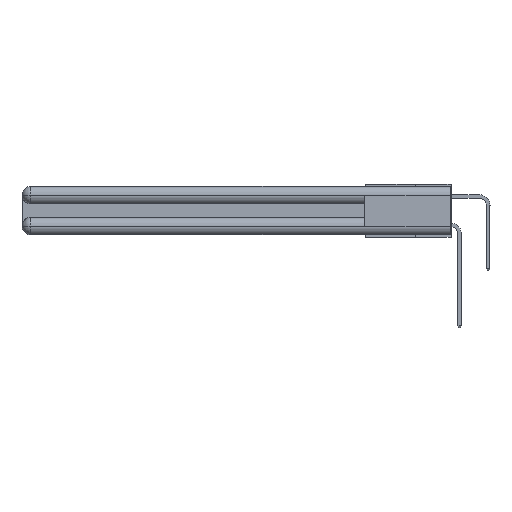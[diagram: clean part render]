
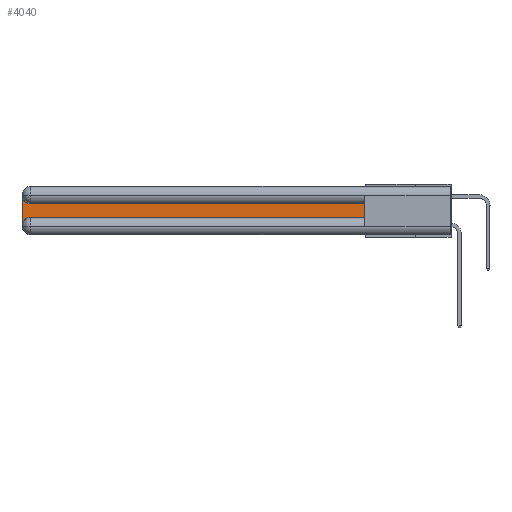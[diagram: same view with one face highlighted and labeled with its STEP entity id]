
A CAD part, left-side view. The second image highlights one B-rep face of the part: STEP entity #4040.
In plain terms, the highlighted planar face has unit normal (-1, 0, 0).
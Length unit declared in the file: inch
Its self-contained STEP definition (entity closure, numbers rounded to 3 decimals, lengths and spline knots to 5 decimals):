
#34 = DIRECTION ( 'NONE',  ( 0., 0., -1. ) ) ;
#161 = LINE ( 'NONE', #14025, #32781 ) ;
#324 = DIRECTION ( 'NONE',  ( 1., 0., 0. ) ) ;
#2829 = CARTESIAN_POINT ( 'NONE',  ( 0.075, 3., -0.0625 ) ) ;
#3127 = EDGE_CURVE ( 'NONE', #17449, #16578, #24213, .T. ) ;
#4040 = ADVANCED_FACE ( 'NONE', ( #9783 ), #18615, .F. ) ;
#4551 = ORIENTED_EDGE ( 'NONE', *, *, #12397, .T. ) ;
#5552 = AXIS2_PLACEMENT_3D ( 'NONE', #24374, #21662, #34 ) ;
#6087 = CARTESIAN_POINT ( 'NONE',  ( 0.075, 0.6, -0.1225 ) ) ;
#6727 = ORIENTED_EDGE ( 'NONE', *, *, #3127, .T. ) ;
#7590 = ORIENTED_EDGE ( 'NONE', *, *, #21860, .T. ) ;
#7962 = DIRECTION ( 'NONE',  ( 1., 0., 0. ) ) ;
#9400 = DIRECTION ( 'NONE',  ( 0., -1., 0. ) ) ;
#9783 = FACE_OUTER_BOUND ( 'NONE', #16348, .T. ) ;
#10347 = VERTEX_POINT ( 'NONE', #2829 ) ;
#11205 = AXIS2_PLACEMENT_3D ( 'NONE', #13163, #7962, #15903 ) ;
#11384 = VERTEX_POINT ( 'NONE', #12513 ) ;
#11426 = CARTESIAN_POINT ( 'NONE',  ( 0.075, 2.94, -0.0625 ) ) ;
#12030 = CIRCLE ( 'NONE', #24272, 0.06 ) ;
#12397 = EDGE_CURVE ( 'NONE', #16578, #18111, #30402, .T. ) ;
#12513 = CARTESIAN_POINT ( 'NONE',  ( 0.075, 3., -0.2775 ) ) ;
#12971 = ORIENTED_EDGE ( 'NONE', *, *, #24491, .T. ) ;
#13087 = CIRCLE ( 'NONE', #5552, 0.06 ) ;
#13163 = CARTESIAN_POINT ( 'NONE',  ( 0.075, 3., -0.1225 ) ) ;
#13742 = ORIENTED_EDGE ( 'NONE', *, *, #27683, .T. ) ;
#14025 = CARTESIAN_POINT ( 'NONE',  ( 0.075, 0.6, -0.1225 ) ) ;
#14831 = CARTESIAN_POINT ( 'NONE',  ( 0.075, 0.6, -0.2175 ) ) ;
#15025 = CARTESIAN_POINT ( 'NONE',  ( 0.075, 0.6, -0.2175 ) ) ;
#15544 = DIRECTION ( 'NONE',  ( 0., 0., -1. ) ) ;
#15903 = DIRECTION ( 'NONE',  ( 0., 0., -1. ) ) ;
#16110 = CARTESIAN_POINT ( 'NONE',  ( 0.075, 2.94, -0.1225 ) ) ;
#16348 = EDGE_LOOP ( 'NONE', ( #12971, #19331, #7590, #13742, #6727, #4551 ) ) ;
#16578 = VERTEX_POINT ( 'NONE', #29777 ) ;
#17449 = VERTEX_POINT ( 'NONE', #29919 ) ;
#18111 = VERTEX_POINT ( 'NONE', #6087 ) ;
#18476 = VERTEX_POINT ( 'NONE', #16110 ) ;
#18615 = PLANE ( 'NONE',  #11205 ) ;
#18743 = VECTOR ( 'NONE', #9400, 39.37008 ) ;
#19331 = ORIENTED_EDGE ( 'NONE', *, *, #24458, .T. ) ;
#21484 = VECTOR ( 'NONE', #25898, 39.37008 ) ;
#21662 = DIRECTION ( 'NONE',  ( 1., 0., 0. ) ) ;
#21860 = EDGE_CURVE ( 'NONE', #10347, #11384, #33808, .T. ) ;
#22170 = DIRECTION ( 'NONE',  ( 0., 1., 0. ) ) ;
#24213 = LINE ( 'NONE', #14831, #18743 ) ;
#24272 = AXIS2_PLACEMENT_3D ( 'NONE', #11426, #324, #30107 ) ;
#24374 = CARTESIAN_POINT ( 'NONE',  ( 0.075, 2.94, -0.2775 ) ) ;
#24458 = EDGE_CURVE ( 'NONE', #18476, #10347, #12030, .T. ) ;
#24491 = EDGE_CURVE ( 'NONE', #18111, #18476, #161, .T. ) ;
#25898 = DIRECTION ( 'NONE',  ( 0., 0., 1. ) ) ;
#26546 = VECTOR ( 'NONE', #15544, 39.37008 ) ;
#27683 = EDGE_CURVE ( 'NONE', #11384, #17449, #13087, .T. ) ;
#29777 = CARTESIAN_POINT ( 'NONE',  ( 0.075, 0.6, -0.2175 ) ) ;
#29919 = CARTESIAN_POINT ( 'NONE',  ( 0.075, 2.94, -0.2175 ) ) ;
#30107 = DIRECTION ( 'NONE',  ( 0., 0., -1. ) ) ;
#30402 = LINE ( 'NONE', #15025, #21484 ) ;
#31785 = CARTESIAN_POINT ( 'NONE',  ( 0.075, 3., -0.2175 ) ) ;
#32781 = VECTOR ( 'NONE', #22170, 39.37008 ) ;
#33808 = LINE ( 'NONE', #31785, #26546 ) ;
